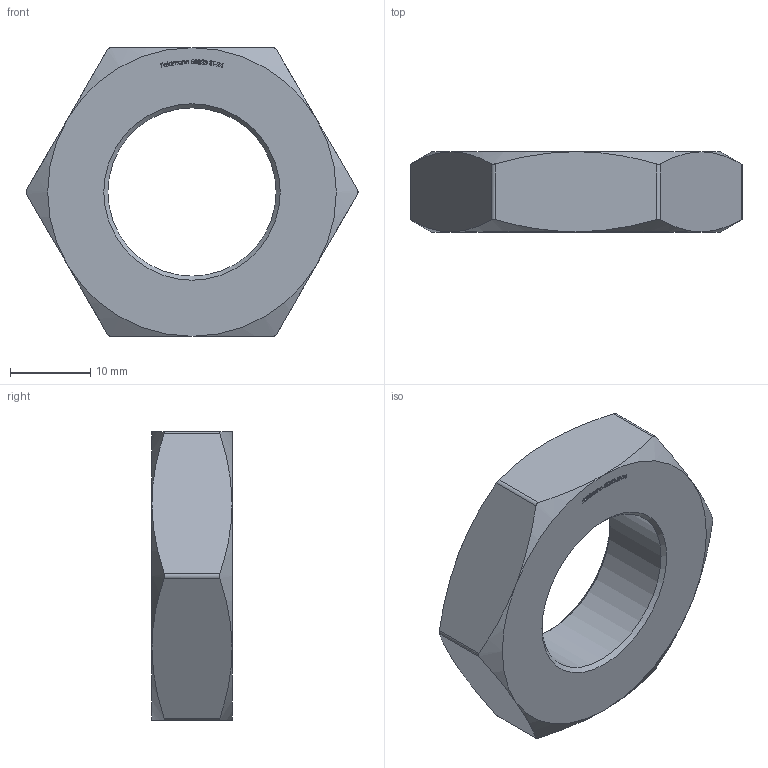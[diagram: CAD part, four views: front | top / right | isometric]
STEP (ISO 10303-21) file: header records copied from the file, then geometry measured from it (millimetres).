
FILE_DESCRIPTION (( 'STEP AP203' ), '1' );
FILE_NAME ('58323-ST-24.step', '2023-11-03T08:53:45', ( '' ), ( '' ), 'SwSTEP 2.0', 'SolidWorks 2018', '' );
FILE_SCHEMA (( 'CONFIG_CONTROL_DESIGN' ));
Length unit declared in the file: millimetre
Products named in the file (1): 58323-ST-24
Bounding box: 41.41 x 10 x 36 mm (x, y, z)
Volume: 7641.3 mm3; surface area: 3317.5 mm2
Topology: 1 solids, 1 shells, 291 faces, 778 edges, 514 vertices
Faces by surface type: plane 142, bspline 128, cone 14, cylinder 7
Full cylindrical faces by diameter (mm): 21 x1
Entity records: 15570 total; most frequent: CARTESIAN_POINT 9177, ORIENTED_EDGE 1550, DIRECTION 827, EDGE_CURVE 775, VERTEX_POINT 514, LINE 467, VECTOR 467, EDGE_LOOP 321
